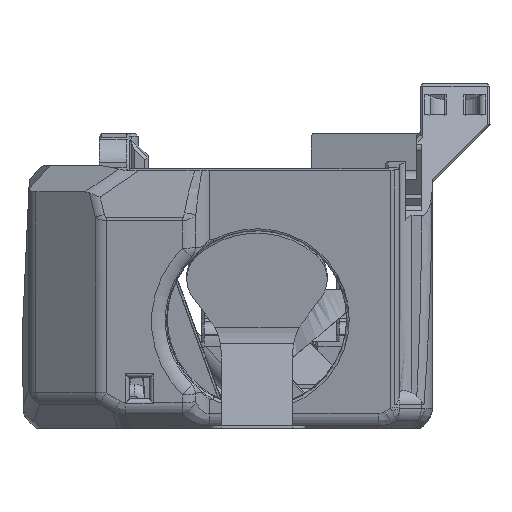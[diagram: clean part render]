
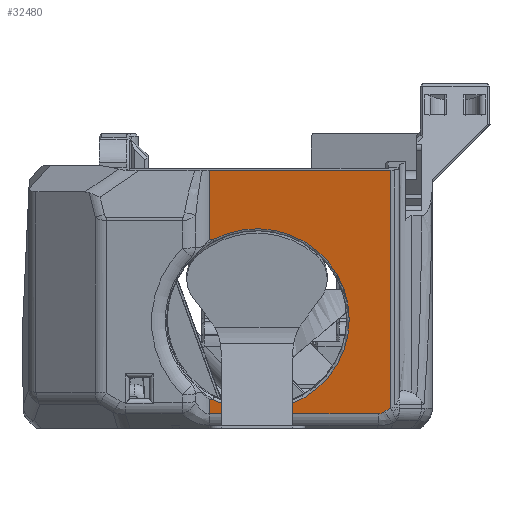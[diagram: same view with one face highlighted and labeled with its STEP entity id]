
A CAD part, left-side view. The second image highlights one B-rep face of the part: STEP entity #32480.
In plain terms, the highlighted planar face has unit normal (-0.985, 0, -0.174).
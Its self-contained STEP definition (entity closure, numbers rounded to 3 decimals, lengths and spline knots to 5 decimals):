
#605=B_SPLINE_CURVE_WITH_KNOTS('',3,(#47951,#47952,#47953,#47954),
 .UNSPECIFIED.,.F.,.F.,(4,4),(0.00082,0.00132),
 .UNSPECIFIED.);
#606=B_SPLINE_CURVE_WITH_KNOTS('',3,(#47958,#47959,#47960,#47961),
 .UNSPECIFIED.,.F.,.F.,(4,4),(0.00082,0.00132),
 .UNSPECIFIED.);
#1475=CIRCLE('',#34716,0.0144);
#2526=ELLIPSE('',#34717,0.0032,0.002);
#4026=ORIENTED_EDGE('',*,*,#13735,.F.);
#4027=ORIENTED_EDGE('',*,*,#13736,.F.);
#4028=ORIENTED_EDGE('',*,*,#13717,.F.);
#4029=ORIENTED_EDGE('',*,*,#13737,.T.);
#4030=ORIENTED_EDGE('',*,*,#13738,.T.);
#4031=ORIENTED_EDGE('',*,*,#13739,.T.);
#4032=ORIENTED_EDGE('',*,*,#13740,.T.);
#4033=ORIENTED_EDGE('',*,*,#13741,.T.);
#4034=ORIENTED_EDGE('',*,*,#13742,.T.);
#4035=ORIENTED_EDGE('',*,*,#13743,.F.);
#13717=EDGE_CURVE('',#18601,#18602,#21697,.T.);
#13735=EDGE_CURVE('',#18617,#18618,#21707,.T.);
#13736=EDGE_CURVE('',#18602,#18617,#21708,.F.);
#13737=EDGE_CURVE('',#18601,#18619,#21709,.F.);
#13738=EDGE_CURVE('',#18619,#18620,#605,.F.);
#13739=EDGE_CURVE('',#18620,#18621,#1475,.T.);
#13740=EDGE_CURVE('',#18621,#18622,#606,.T.);
#13741=EDGE_CURVE('',#18622,#18623,#21710,.F.);
#13742=EDGE_CURVE('',#18623,#18624,#21711,.T.);
#13743=EDGE_CURVE('',#18618,#18624,#2526,.F.);
#18601=VERTEX_POINT('',#47907);
#18602=VERTEX_POINT('',#47908);
#18617=VERTEX_POINT('',#47946);
#18618=VERTEX_POINT('',#47947);
#18619=VERTEX_POINT('',#47950);
#18620=VERTEX_POINT('',#47955);
#18621=VERTEX_POINT('',#47957);
#18622=VERTEX_POINT('',#47962);
#18623=VERTEX_POINT('',#47964);
#18624=VERTEX_POINT('',#47966);
#21697=LINE('',#47906,#24661);
#21707=LINE('',#47945,#24671);
#21708=LINE('',#47948,#24672);
#21709=LINE('',#47949,#24673);
#21710=LINE('',#47963,#24674);
#21711=LINE('',#47965,#24675);
#24661=VECTOR('',#38319,1.);
#24671=VECTOR('',#38347,1.);
#24672=VECTOR('',#38348,1.);
#24673=VECTOR('',#38349,1.);
#24674=VECTOR('',#38352,1.);
#24675=VECTOR('',#38353,1.);
#27384=EDGE_LOOP('',(#4026,#4027,#4028,#4029,#4030,#4031,#4032,#4033,#4034,
#4035));
#29409=FACE_BOUND('',#27384,.T.);
#31353=PLANE('',#34715);
#32480=ADVANCED_FACE('',(#29409),#31353,.F.);
#34715=AXIS2_PLACEMENT_3D('',#47944,#38345,#38346);
#34716=AXIS2_PLACEMENT_3D('',#47956,#38350,#38351);
#34717=AXIS2_PLACEMENT_3D('',#47967,#38354,#38355);
#38319=DIRECTION('',(0.,-1.,0.));
#38345=DIRECTION('',(0.985,0.,0.174));
#38346=DIRECTION('',(-0.174,0.,0.985));
#38347=DIRECTION('',(0.097,0.829,-0.551));
#38348=DIRECTION('',(-0.174,0.,0.985));
#38349=DIRECTION('',(-0.174,0.,0.985));
#38350=DIRECTION('',(0.985,0.,0.174));
#38351=DIRECTION('',(0.174,0.,-0.985));
#38352=DIRECTION('',(-0.174,0.,0.985));
#38353=DIRECTION('',(0.,-1.,0.));
#38354=DIRECTION('',(-0.985,0.,-0.174));
#38355=DIRECTION('',(-0.165,-0.304,0.938));
#47906=CARTESIAN_POINT('',(-0.03457,0.02485,0.0403));
#47907=CARTESIAN_POINT('',(-0.03457,0.01227,0.0403));
#47908=CARTESIAN_POINT('',(-0.03457,-0.016,0.0403));
#47944=CARTESIAN_POINT('',(-0.03119,0.02485,0.0211));
#47945=CARTESIAN_POINT('',(-0.02782,-0.0142,0.00202));
#47946=CARTESIAN_POINT('',(-0.02803,-0.016,0.00322));
#47947=CARTESIAN_POINT('',(-0.02792,-0.01507,0.0026));
#47948=CARTESIAN_POINT('',(-0.00766,-0.016,-0.1123));
#47949=CARTESIAN_POINT('',(-0.03119,0.01227,0.0211));
#47950=CARTESIAN_POINT('',(-0.03266,0.01227,0.02946));
#47951=CARTESIAN_POINT('',(-0.03265,0.01177,0.02941));
#47952=CARTESIAN_POINT('',(-0.03265,0.01193,0.02943));
#47953=CARTESIAN_POINT('',(-0.03266,0.0121,0.02944));
#47954=CARTESIAN_POINT('',(-0.03266,0.01227,0.02946));
#47955=CARTESIAN_POINT('',(-0.03265,0.01177,0.02941));
#47956=CARTESIAN_POINT('',(-0.03046,0.00485,0.01697));
#47957=CARTESIAN_POINT('',(-0.02826,0.01177,0.00453));
#47958=CARTESIAN_POINT('',(-0.02826,0.01177,0.00453));
#47959=CARTESIAN_POINT('',(-0.02826,0.01193,0.00452));
#47960=CARTESIAN_POINT('',(-0.02826,0.0121,0.0045));
#47961=CARTESIAN_POINT('',(-0.02826,0.01227,0.00448));
#47962=CARTESIAN_POINT('',(-0.02826,0.01227,0.00448));
#47963=CARTESIAN_POINT('',(-0.03119,0.01227,0.0211));
#47964=CARTESIAN_POINT('',(-0.02786,0.01227,0.00226));
#47965=CARTESIAN_POINT('',(-0.02786,-0.01465,0.00226));
#47966=CARTESIAN_POINT('',(-0.02786,-0.01407,0.00226));
#47967=CARTESIAN_POINT('',(-0.0284,-0.01465,0.00533));
